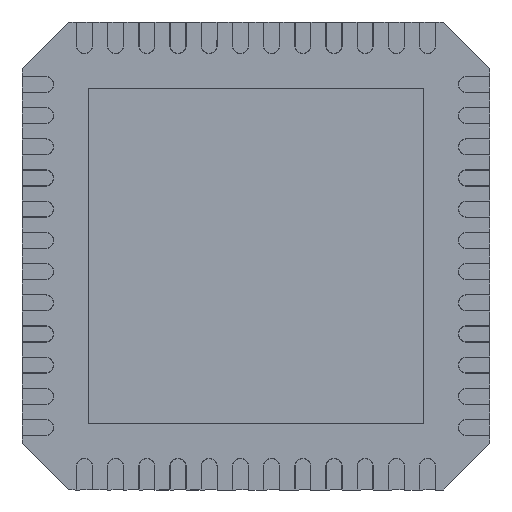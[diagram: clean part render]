
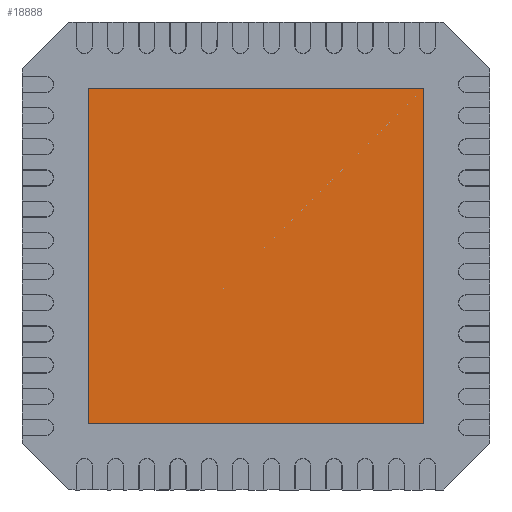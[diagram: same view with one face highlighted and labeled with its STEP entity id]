
A CAD part, front view. The second image highlights one B-rep face of the part: STEP entity #18888.
In plain terms, the highlighted planar face has unit normal (0, -1, 0).
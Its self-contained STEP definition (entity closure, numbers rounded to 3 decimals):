
#844 = CARTESIAN_POINT ( 'NONE',  ( 0., 0.05, 0. ) ) ;
#1569 = DIRECTION ( 'NONE',  ( 0., 0., -1. ) ) ;
#2331 = FACE_OUTER_BOUND ( 'NONE', #8369, .T. ) ;
#2395 = CARTESIAN_POINT ( 'NONE',  ( -2.15, 0.05, -2.15 ) ) ;
#2861 = VERTEX_POINT ( 'NONE', #3773 ) ;
#3773 = CARTESIAN_POINT ( 'NONE',  ( -2.15, 0.05, 2.15 ) ) ;
#3836 = ORIENTED_EDGE ( 'NONE', *, *, #17389, .T. ) ;
#4286 = AXIS2_PLACEMENT_3D ( 'NONE', #844, #6951, #13021 ) ;
#4663 = ORIENTED_EDGE ( 'NONE', *, *, #18092, .T. ) ;
#5018 = VECTOR ( 'NONE', #1569, 1000. ) ;
#5803 = DIRECTION ( 'NONE',  ( 0., 0., 1. ) ) ;
#6915 = VECTOR ( 'NONE', #5803, 1000. ) ;
#6951 = DIRECTION ( 'NONE',  ( 0., 1., 0. ) ) ;
#8354 = CARTESIAN_POINT ( 'NONE',  ( -2.15, 0.05, -2.15 ) ) ;
#8359 = ORIENTED_EDGE ( 'NONE', *, *, #9712, .T. ) ;
#8369 = EDGE_LOOP ( 'NONE', ( #3836, #19026, #8359, #4663 ) ) ;
#8435 = PLANE ( 'NONE',  #4286 ) ;
#8873 = LINE ( 'NONE', #14927, #5018 ) ;
#9712 = EDGE_CURVE ( 'NONE', #16184, #10600, #12781, .T. ) ;
#10334 = CARTESIAN_POINT ( 'NONE',  ( 2.15, 0.05, 2.15 ) ) ;
#10600 = VERTEX_POINT ( 'NONE', #14967 ) ;
#11967 = CARTESIAN_POINT ( 'NONE',  ( 2.15, 0.05, -2.15 ) ) ;
#12185 = VECTOR ( 'NONE', #14462, 1000. ) ;
#12781 = LINE ( 'NONE', #2395, #12185 ) ;
#13021 = DIRECTION ( 'NONE',  ( 0., 0., 1. ) ) ;
#13418 = LINE ( 'NONE', #10334, #16057 ) ;
#13737 = LINE ( 'NONE', #11967, #6915 ) ;
#14462 = DIRECTION ( 'NONE',  ( 1., 0., 0. ) ) ;
#14627 = VERTEX_POINT ( 'NONE', #17980 ) ;
#14704 = DIRECTION ( 'NONE',  ( -1., 0., 0. ) ) ;
#14927 = CARTESIAN_POINT ( 'NONE',  ( -2.15, 0.05, 2.15 ) ) ;
#14967 = CARTESIAN_POINT ( 'NONE',  ( 2.15, 0.05, -2.15 ) ) ;
#16057 = VECTOR ( 'NONE', #14704, 1000. ) ;
#16184 = VERTEX_POINT ( 'NONE', #8354 ) ;
#17389 = EDGE_CURVE ( 'NONE', #14627, #2861, #13418, .T. ) ;
#17980 = CARTESIAN_POINT ( 'NONE',  ( 2.15, 0.05, 2.15 ) ) ;
#18092 = EDGE_CURVE ( 'NONE', #10600, #14627, #13737, .T. ) ;
#18181 = EDGE_CURVE ( 'NONE', #2861, #16184, #8873, .T. ) ;
#18888 = ADVANCED_FACE ( 'NONE', ( #2331 ), #8435, .F. ) ;
#19026 = ORIENTED_EDGE ( 'NONE', *, *, #18181, .T. ) ;
